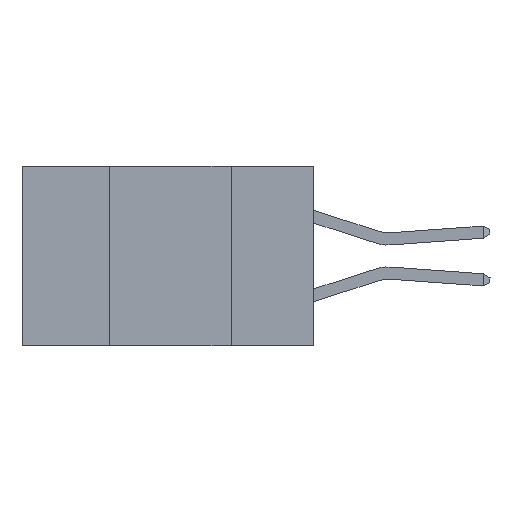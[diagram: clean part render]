
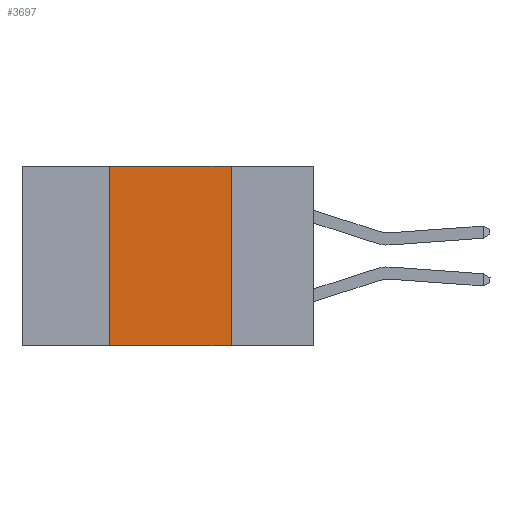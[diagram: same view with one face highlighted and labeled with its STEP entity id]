
A CAD part, left-side view. The second image highlights one B-rep face of the part: STEP entity #3697.
In plain terms, the highlighted planar face has unit normal (-1, 0, 0).
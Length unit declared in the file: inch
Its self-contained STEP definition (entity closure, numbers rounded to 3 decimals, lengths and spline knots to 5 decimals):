
#254 = VECTOR ( 'NONE', #9609, 39.37008 ) ;
#528 = VERTEX_POINT ( 'NONE', #5171 ) ;
#1601 = VECTOR ( 'NONE', #9818, 39.37008 ) ;
#2004 = LINE ( 'NONE', #9856, #1601 ) ;
#2786 = FACE_OUTER_BOUND ( 'NONE', #11783, .T. ) ;
#2872 = VECTOR ( 'NONE', #5659, 39.37008 ) ;
#2964 = EDGE_CURVE ( 'NONE', #528, #8343, #7785, .T. ) ;
#3697 = ADVANCED_FACE ( 'NONE', ( #2786 ), #10387, .F. ) ;
#3773 = EDGE_CURVE ( 'NONE', #6127, #6838, #2004, .T. ) ;
#4040 = ORIENTED_EDGE ( 'NONE', *, *, #15859, .T. ) ;
#4055 = ORIENTED_EDGE ( 'NONE', *, *, #6939, .F. ) ;
#5154 = CARTESIAN_POINT ( 'NONE',  ( 0., 0.17, 0. ) ) ;
#5171 = CARTESIAN_POINT ( 'NONE',  ( 0., 0.42, -0.37 ) ) ;
#5659 = DIRECTION ( 'NONE',  ( 0., -1., 0. ) ) ;
#6127 = VERTEX_POINT ( 'NONE', #5154 ) ;
#6838 = VERTEX_POINT ( 'NONE', #14302 ) ;
#6939 = EDGE_CURVE ( 'NONE', #8343, #6127, #16179, .T. ) ;
#7785 = LINE ( 'NONE', #13398, #10360 ) ;
#8343 = VERTEX_POINT ( 'NONE', #9828 ) ;
#9609 = DIRECTION ( 'NONE',  ( 0., -1., 0. ) ) ;
#9801 = LINE ( 'NONE', #13505, #254 ) ;
#9818 = DIRECTION ( 'NONE',  ( 0., 0., -1. ) ) ;
#9828 = CARTESIAN_POINT ( 'NONE',  ( 0., 0.42, 0. ) ) ;
#9856 = CARTESIAN_POINT ( 'NONE',  ( 0., 0.17, 0. ) ) ;
#10044 = ORIENTED_EDGE ( 'NONE', *, *, #2964, .F. ) ;
#10331 = DIRECTION ( 'NONE',  ( 0., 0., -1. ) ) ;
#10355 = DIRECTION ( 'NONE',  ( 1., 0., 0. ) ) ;
#10360 = VECTOR ( 'NONE', #13135, 39.37008 ) ;
#10387 = PLANE ( 'NONE',  #16262 ) ;
#10481 = CARTESIAN_POINT ( 'NONE',  ( 0., 0.6, 0. ) ) ;
#11305 = ORIENTED_EDGE ( 'NONE', *, *, #3773, .F. ) ;
#11783 = EDGE_LOOP ( 'NONE', ( #11305, #4055, #10044, #4040 ) ) ;
#11975 = CARTESIAN_POINT ( 'NONE',  ( 0., 0.6, 0. ) ) ;
#13135 = DIRECTION ( 'NONE',  ( 0., 0., 1. ) ) ;
#13398 = CARTESIAN_POINT ( 'NONE',  ( 0., 0.42, 0. ) ) ;
#13505 = CARTESIAN_POINT ( 'NONE',  ( 0., 0.6, -0.37 ) ) ;
#14302 = CARTESIAN_POINT ( 'NONE',  ( 0., 0.17, -0.37 ) ) ;
#15859 = EDGE_CURVE ( 'NONE', #528, #6838, #9801, .T. ) ;
#16179 = LINE ( 'NONE', #11975, #2872 ) ;
#16262 = AXIS2_PLACEMENT_3D ( 'NONE', #10481, #10355, #10331 ) ;
